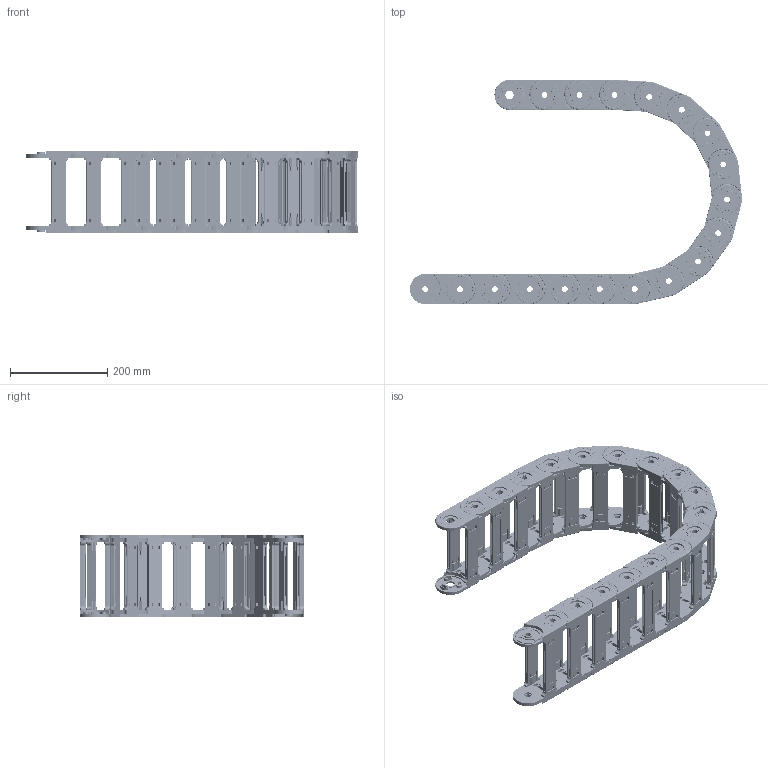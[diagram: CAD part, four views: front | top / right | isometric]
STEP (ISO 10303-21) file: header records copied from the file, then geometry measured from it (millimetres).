
FILE_DESCRIPTION (( 'STEP AP214' ), '1' );
FILE_NAME ('CK40-A140-R200.STEP', '2019-09-06T14:34:21', ( '' ), ( '' ), 'SwSTEP 2.0', 'SolidWorks 2017', '' );
FILE_SCHEMA (( 'AUTOMOTIVE_DESIGN' ));
Length unit declared in the file: millimetre
Products named in the file (2): CK40-A140-R200; CK40-A140
Assembly tree (18 placements, depth 2):
  CK40-A140-R200
    CK40-A140  x18
Bounding box: 683.85 x 462 x 169.4 mm (x, y, z)
Volume: 2936485.4 mm3; surface area: 1704410 mm2
Topology: 72 solids, 180 shells, 17496 faces, 44892 edges, 29016 vertices
Faces by surface type: plane 7416, cylinder 6048, bspline 1872, torus 1800, sphere 360
Entity records: 35313 total; most frequent: CARTESIAN_POINT 11403, DIRECTION 4974, ORIENTED_EDGE 4968, EDGE_CURVE 2484, AXIS2_PLACEMENT_3D 1811, VERTEX_POINT 1612, LINE 1352, VECTOR 1352
